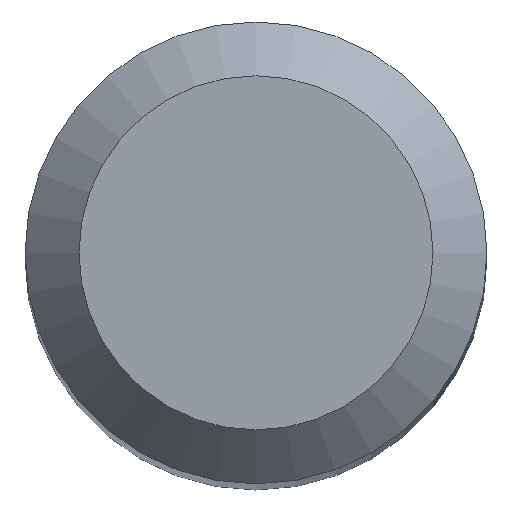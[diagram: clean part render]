
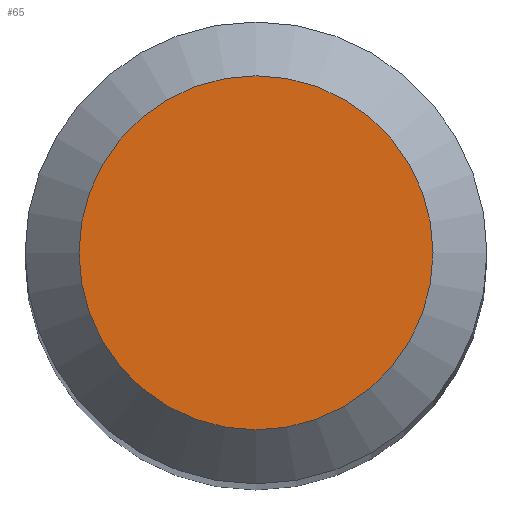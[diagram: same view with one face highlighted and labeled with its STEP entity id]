
A CAD part, top view. The second image highlights one B-rep face of the part: STEP entity #65.
In plain terms, the highlighted planar face has unit normal (0, 0, 1).
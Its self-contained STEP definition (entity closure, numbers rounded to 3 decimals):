
#4 = CARTESIAN_POINT ( 'NONE',  ( 0., 0., 89. ) ) ;
#8 = CARTESIAN_POINT ( 'NONE',  ( 0., 2.3, 89. ) ) ;
#32 = CIRCLE ( 'NONE', #74, 2.3 ) ;
#65 = ADVANCED_FACE ( 'NONE', ( #66 ), #108, .F. ) ;
#66 = FACE_OUTER_BOUND ( 'NONE', #123, .T. ) ;
#73 = DIRECTION ( 'NONE',  ( 0., 1., 0. ) ) ;
#74 = AXIS2_PLACEMENT_3D ( 'NONE', #167, #245, #73 ) ;
#108 = PLANE ( 'NONE',  #234 ) ;
#123 = EDGE_LOOP ( 'NONE', ( #221 ) ) ;
#167 = CARTESIAN_POINT ( 'NONE',  ( 0., 0., 89. ) ) ;
#184 = DIRECTION ( 'NONE',  ( 0., 0., -1. ) ) ;
#193 = VERTEX_POINT ( 'NONE', #8 ) ;
#221 = ORIENTED_EDGE ( 'NONE', *, *, #235, .F. ) ;
#234 = AXIS2_PLACEMENT_3D ( 'NONE', #4, #184, #243 ) ;
#235 = EDGE_CURVE ( 'NONE', #193, #193, #32, .T. ) ;
#243 = DIRECTION ( 'NONE',  ( 0., 1., 0. ) ) ;
#245 = DIRECTION ( 'NONE',  ( 0., 0., -1. ) ) ;
